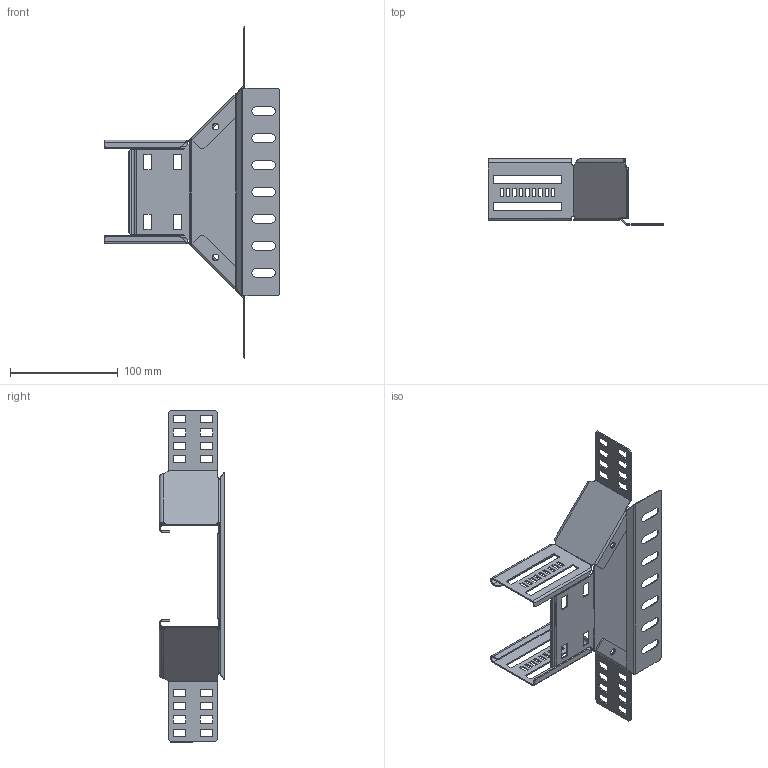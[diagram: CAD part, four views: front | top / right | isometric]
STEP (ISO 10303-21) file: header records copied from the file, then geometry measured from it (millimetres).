
FILE_DESCRIPTION (( 'STEP AP214' ), '1' );
FILE_NAME ('6042111.STEP', '2024-05-24T09:09:01', ( '' ), ( '' ), 'SwSTEP 2.0', 'SolidWorks 2022', '' );
FILE_SCHEMA (( 'AUTOMOTIVE_DESIGN' ));
Length unit declared in the file: millimetre
Products named in the file (4): 180291_60 L; 180291_60 R; 6042111; 167752_100
Assembly tree (3 placements, depth 2):
  6042111
    167752_100
    180291_60 L
    180291_60 R
Bounding box: 163.11 x 61.25 x 308.27 mm (x, y, z)
Volume: 42390.6 mm3; surface area: 85800.9 mm2
Topology: 3 solids, 3 shells, 498 faces, 1348 edges, 856 vertices
Faces by surface type: plane 302, cylinder 176, bspline 20
Entity records: 16552 total; most frequent: CARTESIAN_POINT 3484, ORIENTED_EDGE 2696, DIRECTION 2534, EDGE_CURVE 1348, VECTOR 942, LINE 942, VERTEX_POINT 856, AXIS2_PLACEMENT_3D 796
